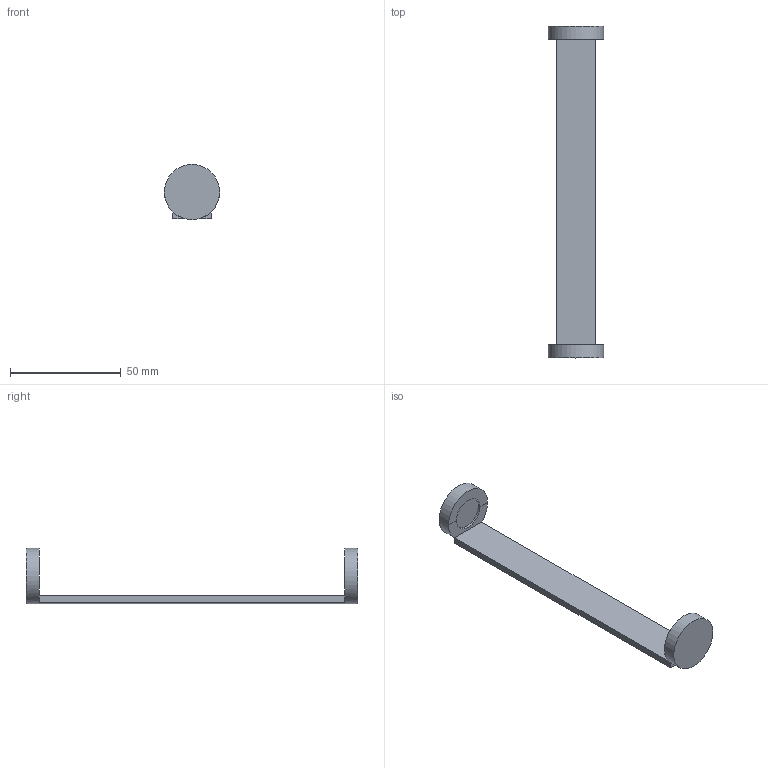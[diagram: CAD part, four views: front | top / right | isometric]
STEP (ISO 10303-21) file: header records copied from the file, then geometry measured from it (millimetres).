
FILE_DESCRIPTION(('FreeCAD Model'),'2;1');
FILE_NAME('Open CASCADE Shape Model','2025-06-11T17:41:40',('Author'),( ''),'Open CASCADE STEP processor 7.8','FreeCAD','Unknown');
FILE_SCHEMA(('AUTOMOTIVE_DESIGN { 1 0 10303 214 1 1 1 1 }'));
Length unit declared in the file: millimetre
Products named in the file (1): ToiletPaperHolderExtension_V3
Bounding box: 25 x 150 x 25 mm (x, y, z)
Volume: 13043 mm3; surface area: 8571.4 mm2
Topology: 1 solids, 1 shells, 20 faces, 42 edges, 24 vertices
Faces by surface type: plane 17, cylinder 3
Full cylindrical faces by diameter (mm): 15 x2, 25 x1
Entity records: 1129 total; most frequent: CARTESIAN_POINT 237, DIRECTION 175, LINE 90, VECTOR 90, ORIENTED_EDGE 84, PCURVE 84, DEFINITIONAL_REPRESENTATION 84, EDGE_CURVE 42
